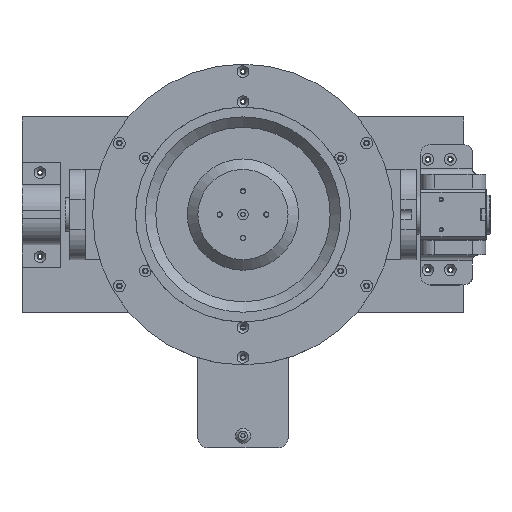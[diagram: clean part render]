
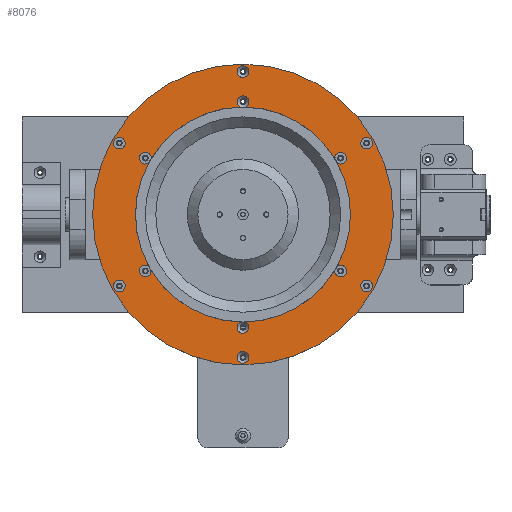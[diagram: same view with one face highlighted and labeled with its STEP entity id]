
A CAD part, top view. The second image highlights one B-rep face of the part: STEP entity #8076.
In plain terms, the highlighted planar face has unit normal (0, 0, 1).
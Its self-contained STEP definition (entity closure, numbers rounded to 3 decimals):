
#131=FACE_BOUND('',#1792,.T.);
#132=FACE_BOUND('',#1793,.T.);
#133=FACE_BOUND('',#1794,.T.);
#134=FACE_BOUND('',#1795,.T.);
#135=FACE_BOUND('',#1796,.T.);
#136=FACE_BOUND('',#1797,.T.);
#137=FACE_BOUND('',#1798,.T.);
#689=CIRCLE('',#8728,3.9);
#691=CIRCLE('',#8730,3.9);
#693=CIRCLE('',#8734,99.994);
#694=CIRCLE('',#8735,3.9);
#695=CIRCLE('',#8736,71.5);
#696=CIRCLE('',#8737,71.5);
#697=CIRCLE('',#8738,3.9);
#698=CIRCLE('',#8739,3.9);
#699=CIRCLE('',#8740,71.5);
#700=CIRCLE('',#8741,3.9);
#701=CIRCLE('',#8742,3.9);
#702=CIRCLE('',#8743,71.5);
#703=CIRCLE('',#8744,3.9);
#704=CIRCLE('',#8745,3.9);
#705=CIRCLE('',#8746,71.5);
#706=CIRCLE('',#8747,3.9);
#707=CIRCLE('',#8748,3.9);
#708=CIRCLE('',#8749,71.5);
#709=CIRCLE('',#8750,3.9);
#710=CIRCLE('',#8751,3.9);
#711=CIRCLE('',#8752,71.5);
#712=CIRCLE('',#8753,3.9);
#713=CIRCLE('',#8754,3.9);
#714=CIRCLE('',#8755,3.9);
#715=CIRCLE('',#8756,3.9);
#716=CIRCLE('',#8757,3.9);
#1197=FACE_OUTER_BOUND('',#1791,.T.);
#1791=EDGE_LOOP('',(#5807));
#1792=EDGE_LOOP('',(#5808));
#1793=EDGE_LOOP('',(#5809,#5810,#5811,#5812,#5813,#5814,#5815,#5816,#5817,
#5818,#5819,#5820,#5821,#5822,#5823,#5824,#5825,#5826,#5827));
#1794=EDGE_LOOP('',(#5828));
#1795=EDGE_LOOP('',(#5829));
#1796=EDGE_LOOP('',(#5830));
#1797=EDGE_LOOP('',(#5831));
#1798=EDGE_LOOP('',(#5832));
#3706=VERTEX_POINT('',#12694);
#3707=VERTEX_POINT('',#12695);
#3708=VERTEX_POINT('',#12706);
#3711=VERTEX_POINT('',#12717);
#3712=VERTEX_POINT('',#12719);
#3713=VERTEX_POINT('',#12721);
#3714=VERTEX_POINT('',#12723);
#3715=VERTEX_POINT('',#12725);
#3716=VERTEX_POINT('',#12727);
#3717=VERTEX_POINT('',#12729);
#3718=VERTEX_POINT('',#12731);
#3719=VERTEX_POINT('',#12733);
#3720=VERTEX_POINT('',#12735);
#3721=VERTEX_POINT('',#12737);
#3722=VERTEX_POINT('',#12739);
#3723=VERTEX_POINT('',#12741);
#3724=VERTEX_POINT('',#12743);
#3725=VERTEX_POINT('',#12745);
#3726=VERTEX_POINT('',#12747);
#3727=VERTEX_POINT('',#12749);
#3728=VERTEX_POINT('',#12751);
#3729=VERTEX_POINT('',#12754);
#3730=VERTEX_POINT('',#12756);
#3731=VERTEX_POINT('',#12758);
#3732=VERTEX_POINT('',#12760);
#3733=VERTEX_POINT('',#12762);
#4492=EDGE_CURVE('',#3706,#3708,#689,.T.);
#4495=EDGE_CURVE('',#3708,#3707,#691,.T.);
#4498=EDGE_CURVE('',#3711,#3711,#693,.T.);
#4499=EDGE_CURVE('',#3712,#3712,#694,.T.);
#4500=EDGE_CURVE('',#3706,#3713,#695,.F.);
#4501=EDGE_CURVE('',#3713,#3714,#696,.F.);
#4502=EDGE_CURVE('',#3715,#3714,#697,.T.);
#4503=EDGE_CURVE('',#3716,#3715,#698,.T.);
#4504=EDGE_CURVE('',#3716,#3717,#699,.F.);
#4505=EDGE_CURVE('',#3718,#3717,#700,.T.);
#4506=EDGE_CURVE('',#3719,#3718,#701,.T.);
#4507=EDGE_CURVE('',#3719,#3720,#702,.F.);
#4508=EDGE_CURVE('',#3721,#3720,#703,.T.);
#4509=EDGE_CURVE('',#3722,#3721,#704,.T.);
#4510=EDGE_CURVE('',#3722,#3723,#705,.F.);
#4511=EDGE_CURVE('',#3724,#3723,#706,.T.);
#4512=EDGE_CURVE('',#3725,#3724,#707,.T.);
#4513=EDGE_CURVE('',#3725,#3726,#708,.F.);
#4514=EDGE_CURVE('',#3727,#3726,#709,.T.);
#4515=EDGE_CURVE('',#3728,#3727,#710,.T.);
#4516=EDGE_CURVE('',#3728,#3707,#711,.F.);
#4517=EDGE_CURVE('',#3729,#3729,#712,.T.);
#4518=EDGE_CURVE('',#3730,#3730,#713,.T.);
#4519=EDGE_CURVE('',#3731,#3731,#714,.T.);
#4520=EDGE_CURVE('',#3732,#3732,#715,.T.);
#4521=EDGE_CURVE('',#3733,#3733,#716,.T.);
#5807=ORIENTED_EDGE('',*,*,#4498,.T.);
#5808=ORIENTED_EDGE('',*,*,#4499,.F.);
#5809=ORIENTED_EDGE('',*,*,#4492,.F.);
#5810=ORIENTED_EDGE('',*,*,#4500,.T.);
#5811=ORIENTED_EDGE('',*,*,#4501,.T.);
#5812=ORIENTED_EDGE('',*,*,#4502,.F.);
#5813=ORIENTED_EDGE('',*,*,#4503,.F.);
#5814=ORIENTED_EDGE('',*,*,#4504,.T.);
#5815=ORIENTED_EDGE('',*,*,#4505,.F.);
#5816=ORIENTED_EDGE('',*,*,#4506,.F.);
#5817=ORIENTED_EDGE('',*,*,#4507,.T.);
#5818=ORIENTED_EDGE('',*,*,#4508,.F.);
#5819=ORIENTED_EDGE('',*,*,#4509,.F.);
#5820=ORIENTED_EDGE('',*,*,#4510,.T.);
#5821=ORIENTED_EDGE('',*,*,#4511,.F.);
#5822=ORIENTED_EDGE('',*,*,#4512,.F.);
#5823=ORIENTED_EDGE('',*,*,#4513,.T.);
#5824=ORIENTED_EDGE('',*,*,#4514,.F.);
#5825=ORIENTED_EDGE('',*,*,#4515,.F.);
#5826=ORIENTED_EDGE('',*,*,#4516,.T.);
#5827=ORIENTED_EDGE('',*,*,#4495,.F.);
#5828=ORIENTED_EDGE('',*,*,#4517,.F.);
#5829=ORIENTED_EDGE('',*,*,#4518,.F.);
#5830=ORIENTED_EDGE('',*,*,#4519,.F.);
#5831=ORIENTED_EDGE('',*,*,#4520,.F.);
#5832=ORIENTED_EDGE('',*,*,#4521,.F.);
#7779=PLANE('',#8733);
#8076=ADVANCED_FACE('',(#1197,#131,#132,#133,#134,#135,#136,#137),#7779,
 .T.);
#8728=AXIS2_PLACEMENT_3D('',#12707,#10040,#10041);
#8730=AXIS2_PLACEMENT_3D('',#12711,#10045,#10046);
#8733=AXIS2_PLACEMENT_3D('',#12716,#10052,#10053);
#8734=AXIS2_PLACEMENT_3D('',#12718,#10054,#10055);
#8735=AXIS2_PLACEMENT_3D('',#12720,#10056,#10057);
#8736=AXIS2_PLACEMENT_3D('',#12722,#10058,#10059);
#8737=AXIS2_PLACEMENT_3D('',#12724,#10060,#10061);
#8738=AXIS2_PLACEMENT_3D('',#12726,#10062,#10063);
#8739=AXIS2_PLACEMENT_3D('',#12728,#10064,#10065);
#8740=AXIS2_PLACEMENT_3D('',#12730,#10066,#10067);
#8741=AXIS2_PLACEMENT_3D('',#12732,#10068,#10069);
#8742=AXIS2_PLACEMENT_3D('',#12734,#10070,#10071);
#8743=AXIS2_PLACEMENT_3D('',#12736,#10072,#10073);
#8744=AXIS2_PLACEMENT_3D('',#12738,#10074,#10075);
#8745=AXIS2_PLACEMENT_3D('',#12740,#10076,#10077);
#8746=AXIS2_PLACEMENT_3D('',#12742,#10078,#10079);
#8747=AXIS2_PLACEMENT_3D('',#12744,#10080,#10081);
#8748=AXIS2_PLACEMENT_3D('',#12746,#10082,#10083);
#8749=AXIS2_PLACEMENT_3D('',#12748,#10084,#10085);
#8750=AXIS2_PLACEMENT_3D('',#12750,#10086,#10087);
#8751=AXIS2_PLACEMENT_3D('',#12752,#10088,#10089);
#8752=AXIS2_PLACEMENT_3D('',#12753,#10090,#10091);
#8753=AXIS2_PLACEMENT_3D('',#12755,#10092,#10093);
#8754=AXIS2_PLACEMENT_3D('',#12757,#10094,#10095);
#8755=AXIS2_PLACEMENT_3D('',#12759,#10096,#10097);
#8756=AXIS2_PLACEMENT_3D('',#12761,#10098,#10099);
#8757=AXIS2_PLACEMENT_3D('',#12763,#10100,#10101);
#10040=DIRECTION('center_axis',(0.,0.,1.));
#10041=DIRECTION('ref_axis',(-0.5,0.866,0.));
#10045=DIRECTION('center_axis',(0.,0.,1.));
#10046=DIRECTION('ref_axis',(-0.5,0.866,0.));
#10052=DIRECTION('center_axis',(0.,0.,1.));
#10053=DIRECTION('ref_axis',(1.,0.,0.));
#10054=DIRECTION('center_axis',(0.,0.,1.));
#10055=DIRECTION('ref_axis',(1.,0.,0.));
#10056=DIRECTION('center_axis',(0.,0.,1.));
#10057=DIRECTION('ref_axis',(-1.,0.,0.));
#10058=DIRECTION('center_axis',(0.,0.,1.));
#10059=DIRECTION('ref_axis',(-1.,0.,0.));
#10060=DIRECTION('center_axis',(0.,0.,1.));
#10061=DIRECTION('ref_axis',(-1.,0.,0.));
#10062=DIRECTION('center_axis',(0.,0.,1.));
#10063=DIRECTION('ref_axis',(0.5,0.866,0.));
#10064=DIRECTION('center_axis',(0.,0.,1.));
#10065=DIRECTION('ref_axis',(0.5,0.866,0.));
#10066=DIRECTION('center_axis',(0.,0.,1.));
#10067=DIRECTION('ref_axis',(-1.,0.,0.));
#10068=DIRECTION('center_axis',(0.,0.,1.));
#10069=DIRECTION('ref_axis',(1.,0.,0.));
#10070=DIRECTION('center_axis',(0.,0.,1.));
#10071=DIRECTION('ref_axis',(1.,0.,0.));
#10072=DIRECTION('center_axis',(0.,0.,1.));
#10073=DIRECTION('ref_axis',(-1.,0.,0.));
#10074=DIRECTION('center_axis',(0.,0.,1.));
#10075=DIRECTION('ref_axis',(0.5,-0.866,0.));
#10076=DIRECTION('center_axis',(0.,0.,1.));
#10077=DIRECTION('ref_axis',(0.5,-0.866,0.));
#10078=DIRECTION('center_axis',(0.,0.,1.));
#10079=DIRECTION('ref_axis',(-1.,0.,0.));
#10080=DIRECTION('center_axis',(0.,0.,1.));
#10081=DIRECTION('ref_axis',(-0.5,-0.866,0.));
#10082=DIRECTION('center_axis',(0.,0.,1.));
#10083=DIRECTION('ref_axis',(-0.5,-0.866,0.));
#10084=DIRECTION('center_axis',(0.,0.,1.));
#10085=DIRECTION('ref_axis',(-1.,0.,0.));
#10086=DIRECTION('center_axis',(0.,0.,1.));
#10087=DIRECTION('ref_axis',(-1.,0.,0.));
#10088=DIRECTION('center_axis',(0.,0.,1.));
#10089=DIRECTION('ref_axis',(-1.,0.,0.));
#10090=DIRECTION('center_axis',(0.,0.,1.));
#10091=DIRECTION('ref_axis',(-1.,0.,0.));
#10092=DIRECTION('center_axis',(0.,0.,1.));
#10093=DIRECTION('ref_axis',(-0.5,-0.866,0.));
#10094=DIRECTION('center_axis',(0.,0.,1.));
#10095=DIRECTION('ref_axis',(0.5,-0.866,0.));
#10096=DIRECTION('center_axis',(0.,0.,1.));
#10097=DIRECTION('ref_axis',(1.,0.,0.));
#10098=DIRECTION('center_axis',(0.,0.,1.));
#10099=DIRECTION('ref_axis',(0.5,0.866,0.));
#10100=DIRECTION('center_axis',(0.,0.,1.));
#10101=DIRECTION('ref_axis',(-0.5,0.866,0.));
#12694=CARTESIAN_POINT('',(62.744,34.285,44.25));
#12695=CARTESIAN_POINT('',(61.064,37.195,44.25));
#12706=CARTESIAN_POINT('',(66.902,34.123,44.25));
#12707=CARTESIAN_POINT('Origin',(64.952,37.5,44.25));
#12711=CARTESIAN_POINT('Origin',(64.952,37.5,44.25));
#12716=CARTESIAN_POINT('Origin',(0.,0.,44.25));
#12717=CARTESIAN_POINT('',(-99.994,0.,44.25));
#12718=CARTESIAN_POINT('Origin',(0.,0.,44.25));
#12719=CARTESIAN_POINT('',(3.9,95.,44.25));
#12720=CARTESIAN_POINT('Origin',(0.,95.,44.25));
#12721=CARTESIAN_POINT('',(71.5,0.,44.25));
#12722=CARTESIAN_POINT('Origin',(0.,0.,44.25));
#12723=CARTESIAN_POINT('',(62.744,-34.285,44.25));
#12724=CARTESIAN_POINT('Origin',(0.,0.,44.25));
#12725=CARTESIAN_POINT('',(63.002,-40.877,44.25));
#12726=CARTESIAN_POINT('Origin',(64.952,-37.5,44.25));
#12727=CARTESIAN_POINT('',(61.064,-37.195,44.25));
#12728=CARTESIAN_POINT('Origin',(64.952,-37.5,44.25));
#12729=CARTESIAN_POINT('',(1.68,-71.48,44.25));
#12730=CARTESIAN_POINT('Origin',(0.,0.,44.25));
#12731=CARTESIAN_POINT('',(-3.9,-75.,44.25));
#12732=CARTESIAN_POINT('Origin',(0.,-75.,
44.25));
#12733=CARTESIAN_POINT('',(-1.68,-71.48,44.25));
#12734=CARTESIAN_POINT('Origin',(0.,-75.,
44.25));
#12735=CARTESIAN_POINT('',(-61.064,-37.195,44.25));
#12736=CARTESIAN_POINT('Origin',(0.,0.,44.25));
#12737=CARTESIAN_POINT('',(-66.902,-34.123,44.25));
#12738=CARTESIAN_POINT('Origin',(-64.952,-37.5,44.25));
#12739=CARTESIAN_POINT('',(-62.744,-34.285,44.25));
#12740=CARTESIAN_POINT('Origin',(-64.952,-37.5,44.25));
#12741=CARTESIAN_POINT('',(-62.744,34.285,44.25));
#12742=CARTESIAN_POINT('Origin',(0.,0.,44.25));
#12743=CARTESIAN_POINT('',(-63.002,40.877,44.25));
#12744=CARTESIAN_POINT('Origin',(-64.952,37.5,44.25));
#12745=CARTESIAN_POINT('',(-61.064,37.195,44.25));
#12746=CARTESIAN_POINT('Origin',(-64.952,37.5,44.25));
#12747=CARTESIAN_POINT('',(-1.68,71.48,44.25));
#12748=CARTESIAN_POINT('Origin',(0.,0.,44.25));
#12749=CARTESIAN_POINT('',(3.9,75.,44.25));
#12750=CARTESIAN_POINT('Origin',(0.,75.,44.25));
#12751=CARTESIAN_POINT('',(1.68,71.48,44.25));
#12752=CARTESIAN_POINT('Origin',(0.,75.,44.25));
#12753=CARTESIAN_POINT('Origin',(0.,0.,44.25));
#12754=CARTESIAN_POINT('',(-80.322,50.877,44.25));
#12755=CARTESIAN_POINT('Origin',(-82.272,47.5,44.25));
#12756=CARTESIAN_POINT('',(-84.222,-44.123,44.25));
#12757=CARTESIAN_POINT('Origin',(-82.272,-47.5,44.25));
#12758=CARTESIAN_POINT('',(-3.9,-95.,44.25));
#12759=CARTESIAN_POINT('Origin',(0.,-95.,
44.25));
#12760=CARTESIAN_POINT('',(80.322,-50.877,44.25));
#12761=CARTESIAN_POINT('Origin',(82.272,-47.5,44.25));
#12762=CARTESIAN_POINT('',(84.222,44.123,44.25));
#12763=CARTESIAN_POINT('Origin',(82.272,47.5,44.25));
